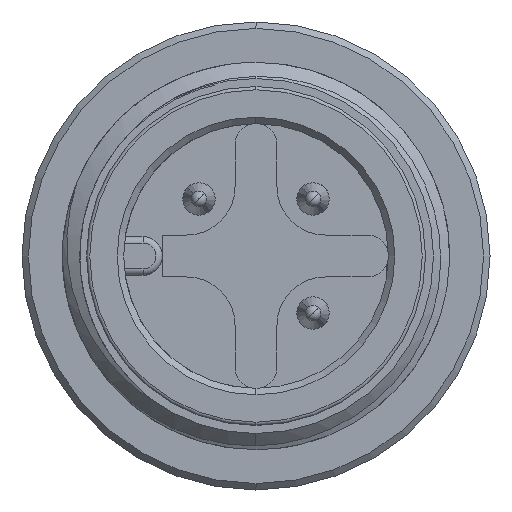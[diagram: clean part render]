
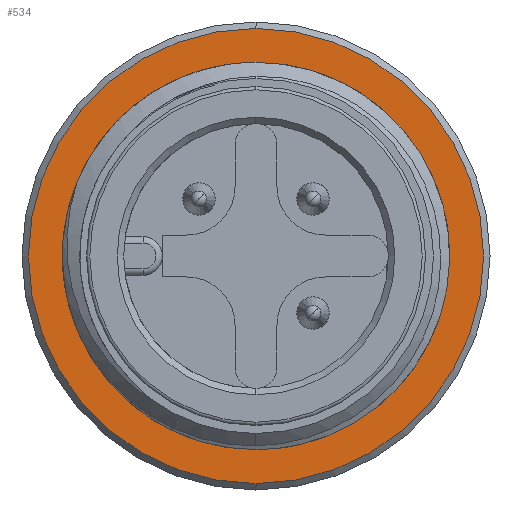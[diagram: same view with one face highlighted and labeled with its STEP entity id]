
A CAD part, left-side view. The second image highlights one B-rep face of the part: STEP entity #534.
In plain terms, the highlighted planar face has unit normal (-1, 0, 0).
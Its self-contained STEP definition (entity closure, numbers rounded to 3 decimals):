
#126 = AXIS2_PLACEMENT_3D ( 'NONE', #813, #3722, #4103 ) ;
#238 = EDGE_CURVE ( 'NONE', #2165, #4588, #3633, .T. ) ;
#300 = EDGE_LOOP ( 'NONE', ( #4086, #5395 ) ) ;
#352 = CARTESIAN_POINT ( 'NONE',  ( 7.4, 0., 0. ) ) ;
#372 = DIRECTION ( 'NONE',  ( 0., 0., -1. ) ) ;
#471 = FACE_OUTER_BOUND ( 'NONE', #5049, .T. ) ;
#488 = CARTESIAN_POINT ( 'NONE',  ( 7.4, 0., 7.05 ) ) ;
#489 = CARTESIAN_POINT ( 'NONE',  ( 7.4, 0., 0. ) ) ;
#534 = ADVANCED_FACE ( 'NONE', ( #471, #4887 ), #2523, .F. ) ;
#547 = CIRCLE ( 'NONE', #126, 6. ) ;
#595 = ORIENTED_EDGE ( 'NONE', *, *, #238, .T. ) ;
#758 = DIRECTION ( 'NONE',  ( -1., 0., 0. ) ) ;
#763 = AXIS2_PLACEMENT_3D ( 'NONE', #3749, #4598, #5401 ) ;
#813 = CARTESIAN_POINT ( 'NONE',  ( 7.4, 0., 0. ) ) ;
#1124 = CIRCLE ( 'NONE', #5205, 7.05 ) ;
#1169 = DIRECTION ( 'NONE',  ( 0., 0., -1. ) ) ;
#1951 = CARTESIAN_POINT ( 'NONE',  ( 7.4, 0., -7.05 ) ) ;
#1955 = CARTESIAN_POINT ( 'NONE',  ( 7.4, 0., -6. ) ) ;
#2160 = VERTEX_POINT ( 'NONE', #2511 ) ;
#2165 = VERTEX_POINT ( 'NONE', #488 ) ;
#2511 = CARTESIAN_POINT ( 'NONE',  ( 7.4, 0., 6. ) ) ;
#2519 = DIRECTION ( 'NONE',  ( 1., 0., 0. ) ) ;
#2523 = PLANE ( 'NONE',  #3877 ) ;
#2638 = CIRCLE ( 'NONE', #763, 6. ) ;
#2721 = ORIENTED_EDGE ( 'NONE', *, *, #4065, .T. ) ;
#2902 = CARTESIAN_POINT ( 'NONE',  ( 7.4, 6., 0. ) ) ;
#2957 = EDGE_CURVE ( 'NONE', #4455, #2160, #2638, .T. ) ;
#3425 = DIRECTION ( 'NONE',  ( -1., 0., 0. ) ) ;
#3506 = DIRECTION ( 'NONE',  ( 0., 0., -1. ) ) ;
#3633 = CIRCLE ( 'NONE', #4331, 7.05 ) ;
#3722 = DIRECTION ( 'NONE',  ( -1., 0., 0. ) ) ;
#3749 = CARTESIAN_POINT ( 'NONE',  ( 7.4, 0., 0. ) ) ;
#3877 = AXIS2_PLACEMENT_3D ( 'NONE', #2902, #2519, #372 ) ;
#4065 = EDGE_CURVE ( 'NONE', #4588, #2165, #1124, .T. ) ;
#4086 = ORIENTED_EDGE ( 'NONE', *, *, #4778, .F. ) ;
#4103 = DIRECTION ( 'NONE',  ( 0., 0., 1. ) ) ;
#4331 = AXIS2_PLACEMENT_3D ( 'NONE', #489, #3425, #3506 ) ;
#4455 = VERTEX_POINT ( 'NONE', #1955 ) ;
#4588 = VERTEX_POINT ( 'NONE', #1951 ) ;
#4598 = DIRECTION ( 'NONE',  ( -1., 0., 0. ) ) ;
#4778 = EDGE_CURVE ( 'NONE', #2160, #4455, #547, .T. ) ;
#4887 = FACE_BOUND ( 'NONE', #300, .T. ) ;
#5049 = EDGE_LOOP ( 'NONE', ( #2721, #595 ) ) ;
#5205 = AXIS2_PLACEMENT_3D ( 'NONE', #352, #758, #1169 ) ;
#5395 = ORIENTED_EDGE ( 'NONE', *, *, #2957, .F. ) ;
#5401 = DIRECTION ( 'NONE',  ( 0., 0., 1. ) ) ;
